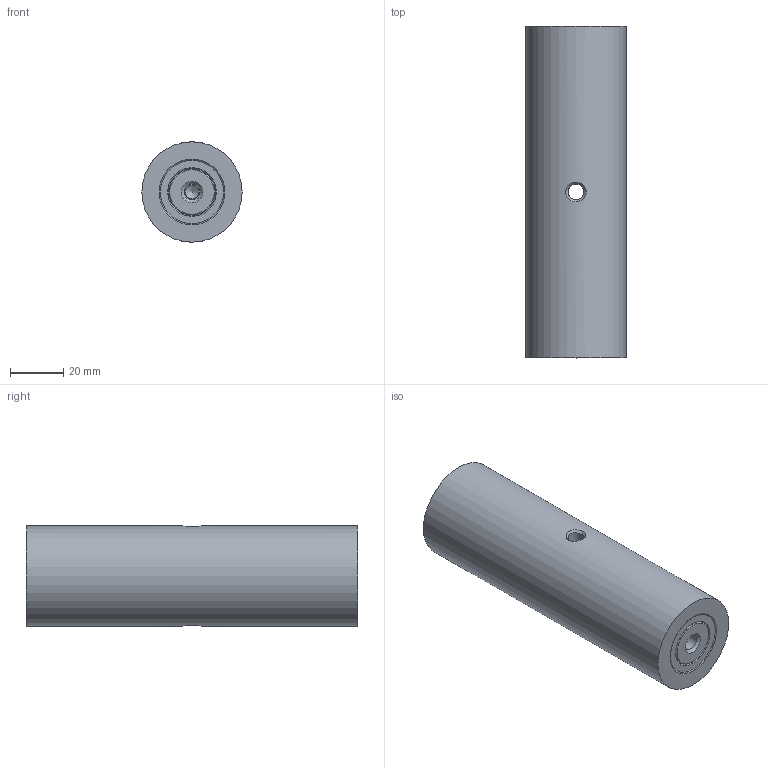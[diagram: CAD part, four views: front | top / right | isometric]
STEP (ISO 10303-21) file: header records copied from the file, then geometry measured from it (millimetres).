
FILE_DESCRIPTION(/* description */ ('STEP AP214'),/* implementation_level */ '2;1');
FILE_NAME(/* name */ '00_P125_M-Step.ipt.step',/* time_stamp */ '2022-11-29T07:47:30+01:00',/* author */ (''),/* organization */ (''),/* preprocessor_version */ 'ST-DEVELOPER v18.1',/* originating_system */ 'Autodesk Inventor 2022',/* authorisation */ '');
FILE_SCHEMA (('AUTOMOTIVE_DESIGN { 1 0 10303 214 3 1 1 }'));
Length unit declared in the file: inch
Products named in the file (1): 00_P125_M-Step
Bounding box: 37.74 x 125 x 37.74 mm (x, y, z)
Volume: 137828.6 mm3; surface area: 18183.1 mm2
Topology: 1 solids, 1 shells, 28 faces, 58 edges, 37 vertices
Faces by surface type: cone 10, plane 8, cylinder 6, bspline 4
Full cylindrical faces by diameter (mm): 5 x2, 5.969 x1, 6 x2, 37.744 x1
Entity records: 1553 total; most frequent: CARTESIAN_POINT 897, DIRECTION 119, ORIENTED_EDGE 112, EDGE_CURVE 56, AXIS2_PLACEMENT_3D 49, EDGE_LOOP 37, VERTEX_POINT 37, FACE_OUTER_BOUND 28
